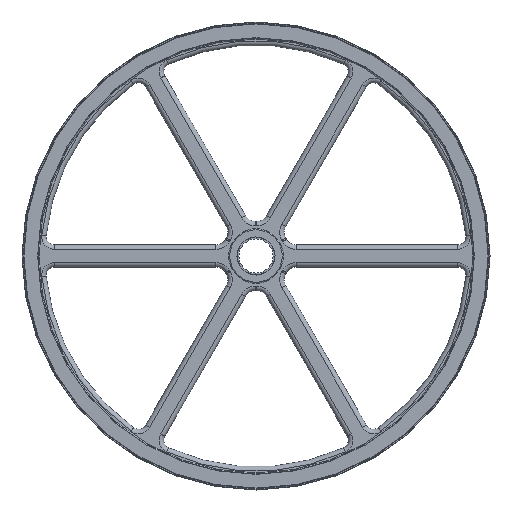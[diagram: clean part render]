
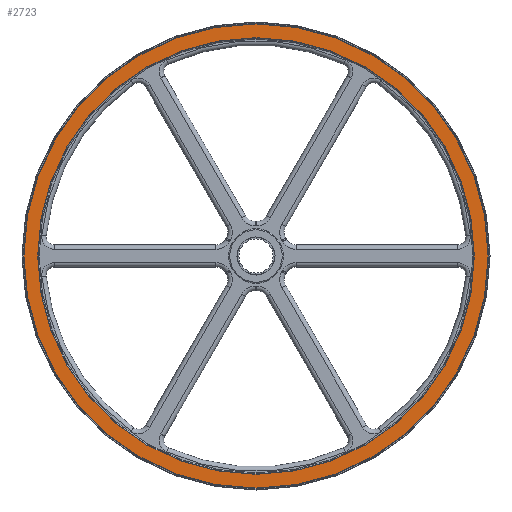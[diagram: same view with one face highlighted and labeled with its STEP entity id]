
A CAD part, left-side view. The second image highlights one B-rep face of the part: STEP entity #2723.
In plain terms, the highlighted planar face has unit normal (-1, 0, 0).
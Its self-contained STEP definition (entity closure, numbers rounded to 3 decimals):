
#49 = DIRECTION ( 'NONE',  ( 0., 0., -1. ) ) ;
#321 = EDGE_LOOP ( 'NONE', ( #1409 ) ) ;
#402 = AXIS2_PLACEMENT_3D ( 'NONE', #3661, #3623, #1565 ) ;
#582 = EDGE_LOOP ( 'NONE', ( #1982 ) ) ;
#596 = CARTESIAN_POINT ( 'NONE',  ( -17., 0., -395.5 ) ) ;
#1024 = AXIS2_PLACEMENT_3D ( 'NONE', #1560, #1273, #2632 ) ;
#1183 = FACE_OUTER_BOUND ( 'NONE', #321, .T. ) ;
#1203 = FACE_BOUND ( 'NONE', #582, .T. ) ;
#1273 = DIRECTION ( 'NONE',  ( 1., 0., 0. ) ) ;
#1409 = ORIENTED_EDGE ( 'NONE', *, *, #2360, .T. ) ;
#1560 = CARTESIAN_POINT ( 'NONE',  ( -17., 421., 0. ) ) ;
#1565 = DIRECTION ( 'NONE',  ( 0., 0., -1. ) ) ;
#1575 = AXIS2_PLACEMENT_3D ( 'NONE', #2392, #2635, #49 ) ;
#1707 = CARTESIAN_POINT ( 'NONE',  ( -17., 0., -420.5 ) ) ;
#1941 = CIRCLE ( 'NONE', #1575, 420.5 ) ;
#1977 = VERTEX_POINT ( 'NONE', #1707 ) ;
#1982 = ORIENTED_EDGE ( 'NONE', *, *, #3663, .T. ) ;
#2059 = PLANE ( 'NONE',  #1024 ) ;
#2360 = EDGE_CURVE ( 'NONE', #1977, #1977, #1941, .T. ) ;
#2392 = CARTESIAN_POINT ( 'NONE',  ( -17., 0., 0. ) ) ;
#2632 = DIRECTION ( 'NONE',  ( 0., 0., -1. ) ) ;
#2635 = DIRECTION ( 'NONE',  ( -1., 0., 0. ) ) ;
#2723 = ADVANCED_FACE ( 'NONE', ( #1203, #1183 ), #2059, .F. ) ;
#3188 = VERTEX_POINT ( 'NONE', #596 ) ;
#3623 = DIRECTION ( 'NONE',  ( 1., 0., 0. ) ) ;
#3661 = CARTESIAN_POINT ( 'NONE',  ( -17., 0., 0. ) ) ;
#3663 = EDGE_CURVE ( 'NONE', #3188, #3188, #3753, .T. ) ;
#3753 = CIRCLE ( 'NONE', #402, 395.5 ) ;
